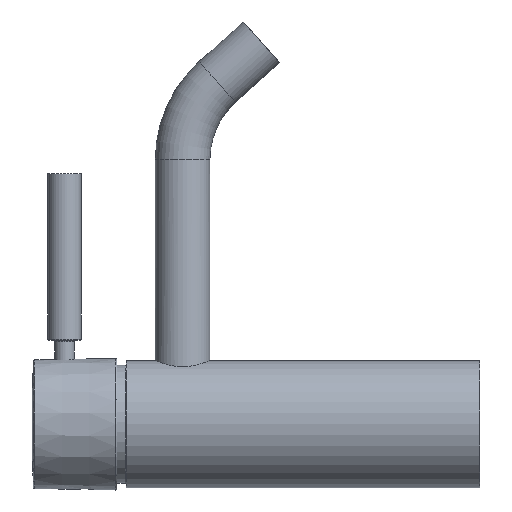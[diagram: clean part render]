
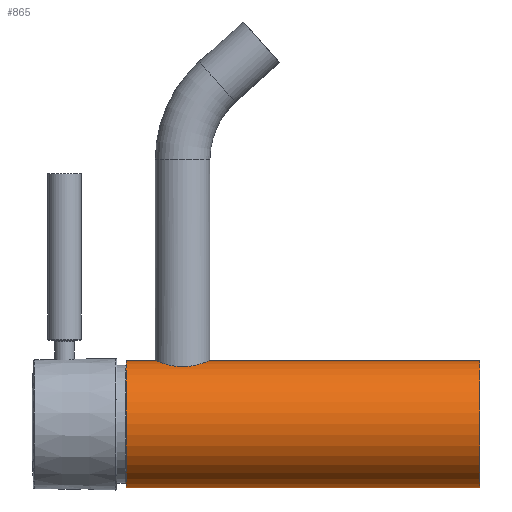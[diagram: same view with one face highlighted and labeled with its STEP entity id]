
A CAD part, left-side view. The second image highlights one B-rep face of the part: STEP entity #865.
In plain terms, the highlighted cylindrical face has radius 22.5 mm (diameter 45 mm), a full revolution.
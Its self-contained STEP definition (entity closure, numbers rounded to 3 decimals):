
#3 = DIRECTION ( 'NONE',  ( 0., 0., 1. ) ) ;
#95 = DIRECTION ( 'NONE',  ( 0., 1., 0. ) ) ;
#176 = CARTESIAN_POINT ( 'NONE',  ( 0., 0., 22.5 ) ) ;
#189 = CARTESIAN_POINT ( 'NONE',  ( 0., -125., 22.5 ) ) ;
#273 = EDGE_CURVE ( 'NONE', #1569, #1569, #511, .T. ) ;
#357 = EDGE_CURVE ( 'NONE', #589, #589, #893, .T. ) ;
#421 = DIRECTION ( 'NONE',  ( 0., 0., 1. ) ) ;
#511 = CIRCLE ( 'NONE', #1651, 22.5 ) ;
#537 = CARTESIAN_POINT ( 'NONE',  ( 0., 0., 0. ) ) ;
#550 = ORIENTED_EDGE ( 'NONE', *, *, #357, .F. ) ;
#589 = VERTEX_POINT ( 'NONE', #176 ) ;
#654 = DIRECTION ( 'NONE',  ( 0., 1., 0. ) ) ;
#781 = CYLINDRICAL_SURFACE ( 'NONE', #1195, 22.5 ) ;
#838 = FACE_OUTER_BOUND ( 'NONE', #1303, .T. ) ;
#865 = ADVANCED_FACE ( 'NONE', ( #838, #1463 ), #781, .T. ) ;
#893 = CIRCLE ( 'NONE', #1205, 22.5 ) ;
#947 = DIRECTION ( 'NONE',  ( 0., 0., 1. ) ) ;
#1164 = ORIENTED_EDGE ( 'NONE', *, *, #273, .T. ) ;
#1186 = EDGE_LOOP ( 'NONE', ( #550 ) ) ;
#1195 = AXIS2_PLACEMENT_3D ( 'NONE', #1641, #95, #947 ) ;
#1205 = AXIS2_PLACEMENT_3D ( 'NONE', #537, #654, #421 ) ;
#1279 = CARTESIAN_POINT ( 'NONE',  ( 0., -125., 0. ) ) ;
#1303 = EDGE_LOOP ( 'NONE', ( #1164 ) ) ;
#1315 = DIRECTION ( 'NONE',  ( 0., 1., 0. ) ) ;
#1463 = FACE_OUTER_BOUND ( 'NONE', #1186, .T. ) ;
#1569 = VERTEX_POINT ( 'NONE', #189 ) ;
#1641 = CARTESIAN_POINT ( 'NONE',  ( 0., -125., 0. ) ) ;
#1651 = AXIS2_PLACEMENT_3D ( 'NONE', #1279, #1315, #3 ) ;
